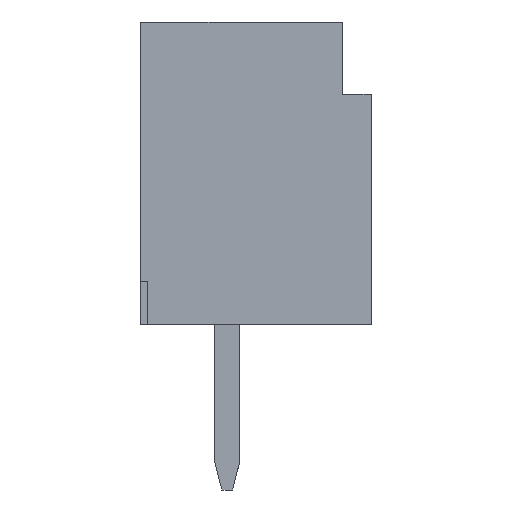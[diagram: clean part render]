
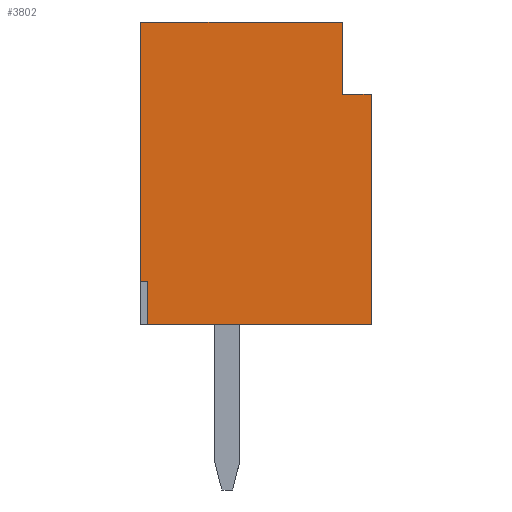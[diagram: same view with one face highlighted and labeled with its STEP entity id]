
A CAD part, left-side view. The second image highlights one B-rep face of the part: STEP entity #3802.
In plain terms, the highlighted planar face has unit normal (-1, 0, 0).
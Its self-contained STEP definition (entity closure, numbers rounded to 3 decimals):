
#394=ORIENTED_EDGE('',*,*,#1466,.F.);
#395=ORIENTED_EDGE('',*,*,#1467,.F.);
#396=ORIENTED_EDGE('',*,*,#1328,.T.);
#397=ORIENTED_EDGE('',*,*,#1432,.T.);
#398=ORIENTED_EDGE('',*,*,#1468,.F.);
#399=ORIENTED_EDGE('',*,*,#1469,.F.);
#400=ORIENTED_EDGE('',*,*,#1417,.T.);
#401=ORIENTED_EDGE('',*,*,#1202,.T.);
#1202=EDGE_CURVE('',#1752,#1751,#2113,.T.);
#1328=EDGE_CURVE('',#1868,#1867,#2239,.T.);
#1417=EDGE_CURVE('',#1955,#1752,#2328,.T.);
#1432=EDGE_CURVE('',#1867,#1969,#2343,.T.);
#1466=EDGE_CURVE('',#1991,#1751,#2377,.T.);
#1467=EDGE_CURVE('',#1868,#1991,#2378,.T.);
#1468=EDGE_CURVE('',#1992,#1969,#2379,.T.);
#1469=EDGE_CURVE('',#1955,#1992,#2380,.T.);
#1751=VERTEX_POINT('',#5244);
#1752=VERTEX_POINT('',#5246);
#1867=VERTEX_POINT('',#5497);
#1868=VERTEX_POINT('',#5499);
#1955=VERTEX_POINT('',#5677);
#1969=VERTEX_POINT('',#5706);
#1991=VERTEX_POINT('',#5765);
#1992=VERTEX_POINT('',#5768);
#2113=LINE('',#5245,#2662);
#2239=LINE('',#5498,#2788);
#2328=LINE('',#5676,#2877);
#2343=LINE('',#5707,#2892);
#2377=LINE('',#5764,#2926);
#2378=LINE('',#5766,#2927);
#2379=LINE('',#5767,#2928);
#2380=LINE('',#5769,#2929);
#2662=VECTOR('',#4251,1000.);
#2788=VECTOR('',#4399,1000.);
#2877=VECTOR('',#4492,1000.);
#2892=VECTOR('',#4509,1000.);
#2926=VECTOR('',#4547,1000.);
#2927=VECTOR('',#4548,1000.);
#2928=VECTOR('',#4549,1000.);
#2929=VECTOR('',#4550,1000.);
#3207=EDGE_LOOP('',(#394,#395,#396,#397,#398,#399,#400,#401));
#3420=FACE_BOUND('',#3207,.T.);
#3611=PLANE('',#4020);
#3802=ADVANCED_FACE('',(#3420),#3611,.T.);
#4020=AXIS2_PLACEMENT_3D('',#5763,#4545,#4546);
#4251=DIRECTION('',(0.,0.,-1.));
#4399=DIRECTION('',(0.,-1.,0.));
#4492=DIRECTION('',(0.,1.,0.));
#4509=DIRECTION('',(0.,0.,1.));
#4545=DIRECTION('',(-1.,0.,0.));
#4546=DIRECTION('',(0.,0.,1.));
#4547=DIRECTION('',(0.,1.,0.));
#4548=DIRECTION('',(0.,0.,1.));
#4549=DIRECTION('',(0.,-1.,0.));
#4550=DIRECTION('',(0.,0.,-1.));
#5244=CARTESIAN_POINT('',(-6.5,1.6,-1.5));
#5245=CARTESIAN_POINT('',(-6.5,1.6,2.1));
#5246=CARTESIAN_POINT('',(-6.5,1.6,2.1));
#5497=CARTESIAN_POINT('',(-6.5,-1.6,-2.1));
#5498=CARTESIAN_POINT('',(-6.5,1.6,-2.1));
#5499=CARTESIAN_POINT('',(-6.5,1.5,-2.1));
#5676=CARTESIAN_POINT('',(-6.5,-1.6,2.1));
#5677=CARTESIAN_POINT('',(-6.5,-1.2,2.1));
#5706=CARTESIAN_POINT('',(-6.5,-1.6,1.1));
#5707=CARTESIAN_POINT('',(-6.5,-1.6,-2.1));
#5763=CARTESIAN_POINT('',(-6.5,0.,0.));
#5764=CARTESIAN_POINT('',(-6.5,1.5,-1.5));
#5765=CARTESIAN_POINT('',(-6.5,1.5,-1.5));
#5766=CARTESIAN_POINT('',(-6.5,1.5,-2.1));
#5767=CARTESIAN_POINT('',(-6.5,-1.2,1.1));
#5768=CARTESIAN_POINT('',(-6.5,-1.2,1.1));
#5769=CARTESIAN_POINT('',(-6.5,-1.2,2.1));
